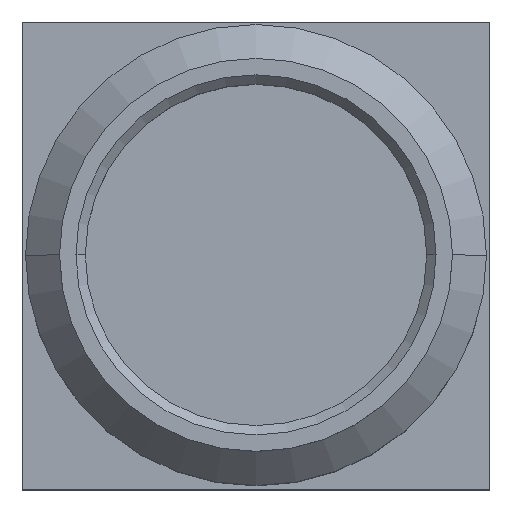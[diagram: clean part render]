
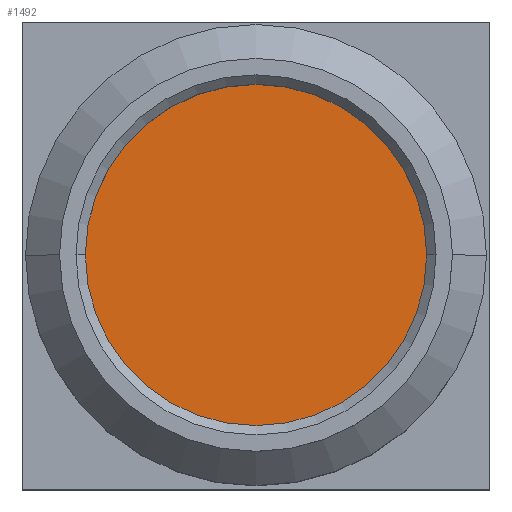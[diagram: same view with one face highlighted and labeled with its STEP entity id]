
A CAD part, top view. The second image highlights one B-rep face of the part: STEP entity #1492.
In plain terms, the highlighted planar face has unit normal (0, 0, 1).
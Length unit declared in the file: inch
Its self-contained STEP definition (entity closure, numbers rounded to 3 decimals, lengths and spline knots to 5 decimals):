
#34 = DIRECTION ( 'NONE',  ( 0., 0., 1. ) ) ;
#74 = DIRECTION ( 'NONE',  ( 0., 0., -1. ) ) ;
#148 = VERTEX_POINT ( 'NONE', #1090 ) ;
#245 = DIRECTION ( 'NONE',  ( 0., 0., 1. ) ) ;
#333 = VERTEX_POINT ( 'NONE', #2404 ) ;
#383 = AXIS2_PLACEMENT_3D ( 'NONE', #1387, #245, #1588 ) ;
#581 = ORIENTED_EDGE ( 'NONE', *, *, #1449, .T. ) ;
#587 = EDGE_LOOP ( 'NONE', ( #581, #2458 ) ) ;
#623 = PLANE ( 'NONE',  #2213 ) ;
#640 = AXIS2_PLACEMENT_3D ( 'NONE', #807, #34, #2370 ) ;
#807 = CARTESIAN_POINT ( 'NONE',  ( 0., 0., -0.076 ) ) ;
#814 = EDGE_CURVE ( 'NONE', #333, #148, #1468, .T. ) ;
#1090 = CARTESIAN_POINT ( 'NONE',  ( 0.09123, 0., -0.076 ) ) ;
#1108 = CIRCLE ( 'NONE', #383, 0.09123 ) ;
#1236 = CARTESIAN_POINT ( 'NONE',  ( 0., 0.07987, -0.076 ) ) ;
#1316 = FACE_OUTER_BOUND ( 'NONE', #587, .T. ) ;
#1387 = CARTESIAN_POINT ( 'NONE',  ( 0., 0., -0.076 ) ) ;
#1419 = DIRECTION ( 'NONE',  ( -1., 0., 0. ) ) ;
#1449 = EDGE_CURVE ( 'NONE', #148, #333, #1108, .T. ) ;
#1468 = CIRCLE ( 'NONE', #640, 0.09123 ) ;
#1492 = ADVANCED_FACE ( 'NONE', ( #1316 ), #623, .F. ) ;
#1588 = DIRECTION ( 'NONE',  ( 1., 0., 0. ) ) ;
#2213 = AXIS2_PLACEMENT_3D ( 'NONE', #1236, #74, #1419 ) ;
#2370 = DIRECTION ( 'NONE',  ( 1., 0., 0. ) ) ;
#2404 = CARTESIAN_POINT ( 'NONE',  ( -0.09123, 0., -0.076 ) ) ;
#2458 = ORIENTED_EDGE ( 'NONE', *, *, #814, .T. ) ;
